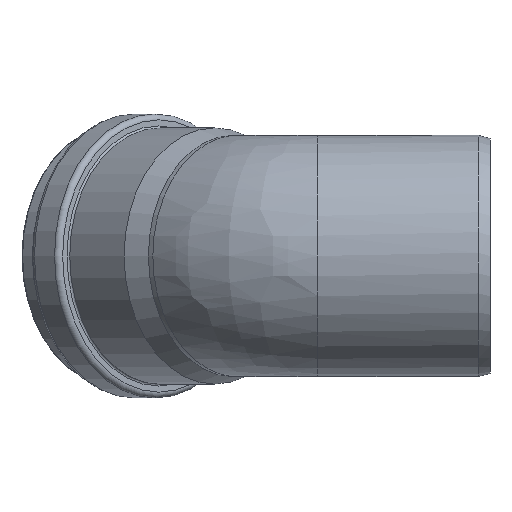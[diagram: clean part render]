
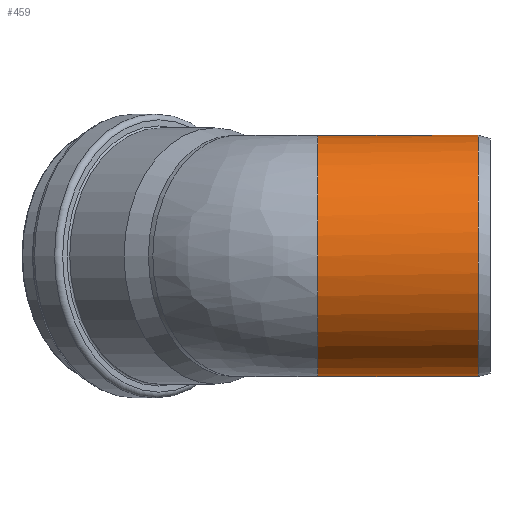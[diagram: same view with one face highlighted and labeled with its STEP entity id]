
A CAD part, left-side view. The second image highlights one B-rep face of the part: STEP entity #459.
In plain terms, the highlighted cylindrical face has radius 62.65 mm (diameter 125.3 mm), a full revolution.
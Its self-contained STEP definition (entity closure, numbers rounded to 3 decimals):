
#35=CYLINDRICAL_SURFACE('',#508,62.65);
#48=ELLIPSE('',#504,68.052,62.65);
#55=FACE_BOUND('',#142,.T.);
#97=FACE_OUTER_BOUND('',#141,.T.);
#141=EDGE_LOOP('',(#363));
#142=EDGE_LOOP('',(#364,#365));
#220=CIRCLE('',#502,62.65);
#222=CIRCLE('',#506,62.65);
#262=VERTEX_POINT('',#760);
#264=VERTEX_POINT('',#788);
#266=VERTEX_POINT('',#797);
#306=EDGE_CURVE('',#262,#262,#220,.T.);
#309=EDGE_CURVE('',#264,#266,#48,.T.);
#312=EDGE_CURVE('',#266,#264,#222,.T.);
#363=ORIENTED_EDGE('',*,*,#306,.T.);
#364=ORIENTED_EDGE('',*,*,#309,.F.);
#365=ORIENTED_EDGE('',*,*,#312,.F.);
#459=ADVANCED_FACE('',(#97,#55),#35,.T.);
#502=AXIS2_PLACEMENT_3D('',#761,#590,#591);
#504=AXIS2_PLACEMENT_3D('',#798,#594,#595);
#506=AXIS2_PLACEMENT_3D('',#835,#598,#599);
#508=AXIS2_PLACEMENT_3D('',#837,#602,#603);
#590=DIRECTION('center_axis',(0.,1.,0.));
#591=DIRECTION('ref_axis',(1.,0.,0.));
#594=DIRECTION('center_axis',(0.39,0.921,0.));
#595=DIRECTION('ref_axis',(0.921,-0.39,0.));
#598=DIRECTION('center_axis',(0.,1.,0.));
#599=DIRECTION('ref_axis',(1.,0.,0.));
#602=DIRECTION('center_axis',(0.,1.,0.));
#603=DIRECTION('ref_axis',(1.,0.,0.));
#760=CARTESIAN_POINT('',(0.,6.,62.65));
#761=CARTESIAN_POINT('Origin',(0.,6.,0.));
#788=CARTESIAN_POINT('',(57.083,89.439,25.817));
#797=CARTESIAN_POINT('',(57.083,89.439,-25.817));
#798=CARTESIAN_POINT('Origin',(0.,113.65,0.));
#835=CARTESIAN_POINT('Origin',(0.,89.439,0.));
#837=CARTESIAN_POINT('Origin',(0.,0.,0.));
